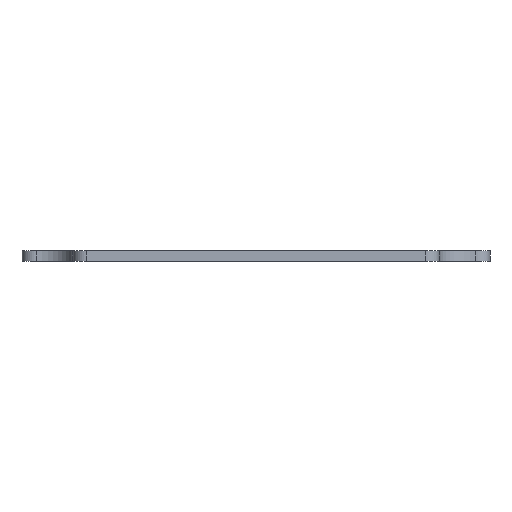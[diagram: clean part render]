
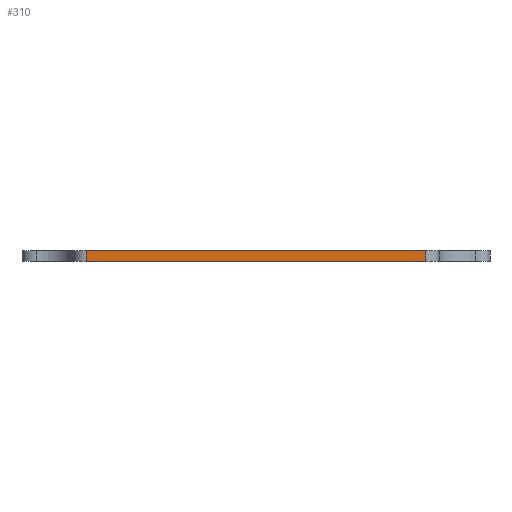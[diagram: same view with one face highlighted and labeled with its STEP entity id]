
A CAD part, front view. The second image highlights one B-rep face of the part: STEP entity #310.
In plain terms, the highlighted planar face has unit normal (0, -1, 0).
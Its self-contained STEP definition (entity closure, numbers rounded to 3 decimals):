
#1 = EDGE_CURVE ( 'NONE', #405, #133, #783, .T. ) ;
#9 = PLANE ( 'NONE',  #772 ) ;
#67 = VECTOR ( 'NONE', #588, 1000. ) ;
#76 = DIRECTION ( 'NONE',  ( 0., -1., 0. ) ) ;
#133 = VERTEX_POINT ( 'NONE', #758 ) ;
#139 = ORIENTED_EDGE ( 'NONE', *, *, #179, .T. ) ;
#164 = ORIENTED_EDGE ( 'NONE', *, *, #650, .F. ) ;
#169 = DIRECTION ( 'NONE',  ( 0., 0., 1. ) ) ;
#179 = EDGE_CURVE ( 'NONE', #664, #405, #254, .T. ) ;
#182 = VERTEX_POINT ( 'NONE', #190 ) ;
#190 = CARTESIAN_POINT ( 'NONE',  ( 15., 5.5, 0. ) ) ;
#254 = LINE ( 'NONE', #814, #541 ) ;
#263 = DIRECTION ( 'NONE',  ( 1., 0., 0. ) ) ;
#307 = LINE ( 'NONE', #438, #67 ) ;
#310 = ADVANCED_FACE ( 'NONE', ( #762 ), #9, .T. ) ;
#346 = ORIENTED_EDGE ( 'NONE', *, *, #1, .T. ) ;
#359 = VECTOR ( 'NONE', #169, 1000. ) ;
#383 = CARTESIAN_POINT ( 'NONE',  ( 65., 5.5, -1.5 ) ) ;
#405 = VERTEX_POINT ( 'NONE', #867 ) ;
#410 = ORIENTED_EDGE ( 'NONE', *, *, #856, .F. ) ;
#423 = CARTESIAN_POINT ( 'NONE',  ( 15., 5.5, -1.5 ) ) ;
#438 = CARTESIAN_POINT ( 'NONE',  ( 15., 5.5, -1.5 ) ) ;
#541 = VECTOR ( 'NONE', #263, 1000. ) ;
#588 = DIRECTION ( 'NONE',  ( 0., 0., 1. ) ) ;
#625 = DIRECTION ( 'NONE',  ( 1., 0., 0. ) ) ;
#642 = DIRECTION ( 'NONE',  ( 1., 0., 0. ) ) ;
#650 = EDGE_CURVE ( 'NONE', #182, #133, #745, .T. ) ;
#664 = VERTEX_POINT ( 'NONE', #423 ) ;
#671 = VECTOR ( 'NONE', #625, 1000. ) ;
#699 = EDGE_LOOP ( 'NONE', ( #346, #164, #410, #139 ) ) ;
#703 = CARTESIAN_POINT ( 'NONE',  ( 5.5, 5.5, -1.5 ) ) ;
#745 = LINE ( 'NONE', #770, #671 ) ;
#758 = CARTESIAN_POINT ( 'NONE',  ( 65., 5.5, 0. ) ) ;
#762 = FACE_OUTER_BOUND ( 'NONE', #699, .T. ) ;
#770 = CARTESIAN_POINT ( 'NONE',  ( 5.5, 5.5, 0. ) ) ;
#772 = AXIS2_PLACEMENT_3D ( 'NONE', #703, #76, #642 ) ;
#783 = LINE ( 'NONE', #383, #359 ) ;
#814 = CARTESIAN_POINT ( 'NONE',  ( 5.5, 5.5, -1.5 ) ) ;
#856 = EDGE_CURVE ( 'NONE', #664, #182, #307, .T. ) ;
#867 = CARTESIAN_POINT ( 'NONE',  ( 65., 5.5, -1.5 ) ) ;
